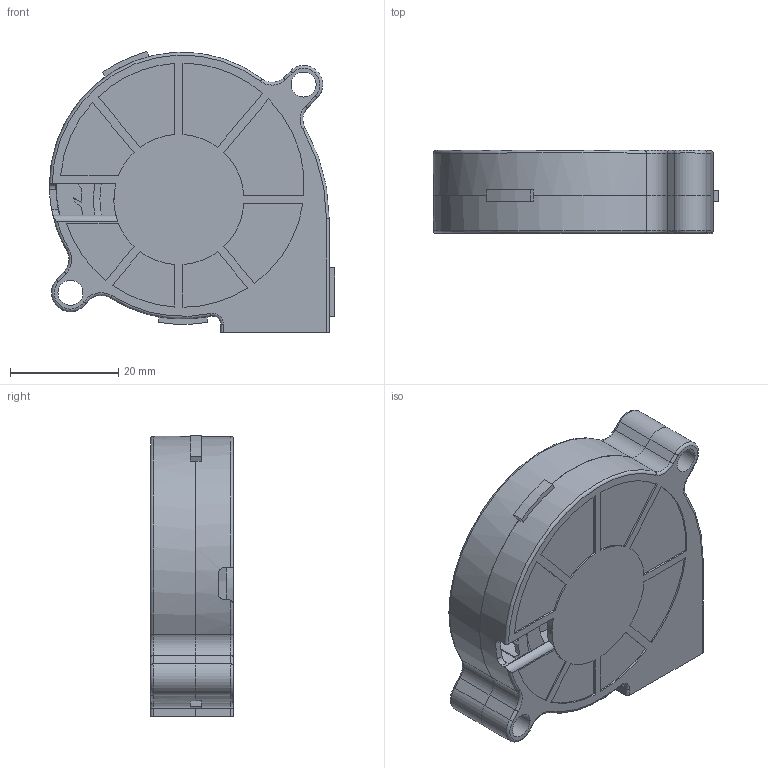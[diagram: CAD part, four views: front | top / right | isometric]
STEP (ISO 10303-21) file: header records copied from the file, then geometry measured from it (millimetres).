
FILE_DESCRIPTION(('STEP AP242'), '1');
FILE_NAME('Sunon MF50152VX-1L01C-Q99_1', '', ('UNSPECIFIED'), ('UNSPECIFIED'), 'C3D Converter', 'C3D Toolkit', '');
FILE_SCHEMA(('AP242_MANAGED_MODEL_BASED_3D_ENGINEERING_MIM_LF { 1 0 10303 442 1 1 4 }'));
Length unit declared in the file: millimetre
Products named in the file (4): Sunon 5015; SUNON 5015
Assembly tree (3 placements, depth 2):
  (unnamed)
    Sunon 5015
    Sunon 5015
    SUNON 5015
Bounding box: 52.58 x 15.3 x 51.77 mm (x, y, z)
Volume: 10149.6 mm3; surface area: 19210.5 mm2
Topology: 3 solids, 3 shells, 358 faces, 933 edges, 590 vertices
Faces by surface type: cylinder 168, plane 134, cone 34, torus 22
Full cylindrical faces by diameter (mm): 4.6 x4, 22.8 x1, 24.5 x1, 31.8 x1
Entity records: 15793 total; most frequent: CARTESIAN_POINT 3648, DIRECTION 2085, ORIENTED_EDGE 1848, EDGE_CURVE 924, AXIS2_PLACEMENT_3D 873, VERTEX_POINT 590, CIRCLE 511, EDGE_LOOP 388
